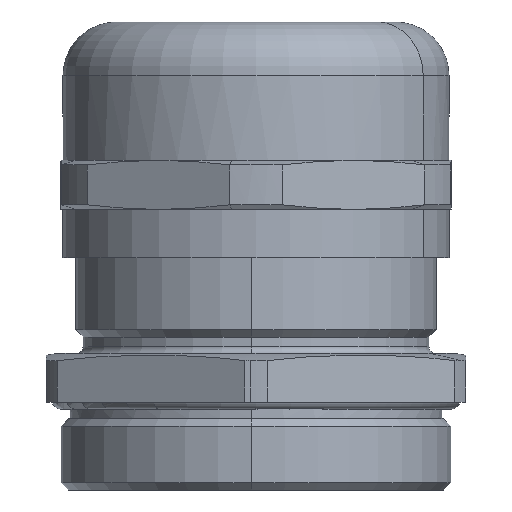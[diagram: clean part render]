
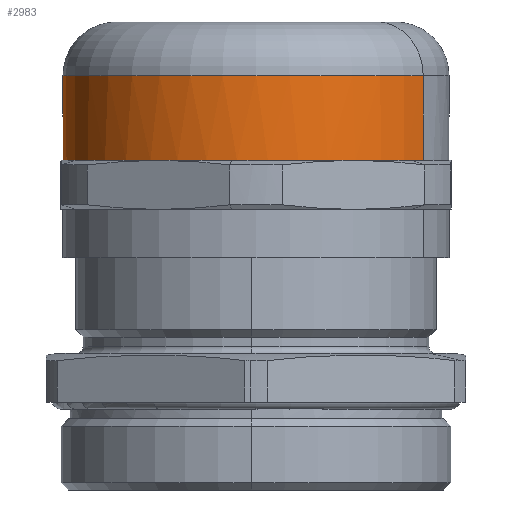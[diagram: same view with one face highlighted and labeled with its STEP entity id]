
A CAD part, front view. The second image highlights one B-rep face of the part: STEP entity #2983.
In plain terms, the highlighted cylindrical face has radius 19.8 mm (diameter 39.6 mm), a partial arc.
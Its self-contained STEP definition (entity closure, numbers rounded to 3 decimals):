
#2952=AXIS2_PLACEMENT_3D('Circle Axis2P3D',#2950,#2951,$) ;
#2965=AXIS2_PLACEMENT_3D('Cylinder Axis2P3D',#2962,#2963,#2964) ;
#2617=CARTESIAN_POINT('Control Point',(38.647,14.3,33.8)) ;
#2618=CARTESIAN_POINT('Control Point',(37.666,12.601,33.8)) ;
#2619=CARTESIAN_POINT('Control Point',(36.475,11.023,33.8)) ;
#2620=CARTESIAN_POINT('Control Point',(35.093,9.602,33.8)) ;
#2621=CARTESIAN_POINT('Control Point',(32.006,7.131,33.8)) ;
#2622=CARTESIAN_POINT('Control Point',(28.41,5.488,33.8)) ;
#2623=CARTESIAN_POINT('Control Point',(26.519,4.895,33.8)) ;
#2624=CARTESIAN_POINT('Control Point',(22.628,4.189,33.8)) ;
#2625=CARTESIAN_POINT('Control Point',(18.683,4.453,33.8)) ;
#2626=CARTESIAN_POINT('Control Point',(16.737,4.83,33.8)) ;
#2627=CARTESIAN_POINT('Control Point',(12.979,6.058,33.8)) ;
#2628=CARTESIAN_POINT('Control Point',(9.634,8.166,33.8)) ;
#2629=CARTESIAN_POINT('Control Point',(8.101,9.423,33.8)) ;
#2630=CARTESIAN_POINT('Control Point',(5.379,12.291,33.8)) ;
#2631=CARTESIAN_POINT('Control Point',(3.438,15.735,33.8)) ;
#2632=CARTESIAN_POINT('Control Point',(2.687,17.57,33.8)) ;
#2633=CARTESIAN_POINT('Control Point',(1.655,21.387,33.8)) ;
#2634=CARTESIAN_POINT('Control Point',(1.586,25.34,33.8)) ;
#2635=CARTESIAN_POINT('Control Point',(1.797,27.311,33.8)) ;
#2636=CARTESIAN_POINT('Control Point',(2.405,29.891,33.8)) ;
#2637=CARTESIAN_POINT('Control Point',(3.423,32.32,33.8)) ;
#2638=CARTESIAN_POINT('Control Point',(3.708,32.927,33.8)) ;
#2639=CARTESIAN_POINT('Control Point',(4.018,33.521,33.8)) ;
#2640=CARTESIAN_POINT('Control Point',(4.353,34.1,33.8)) ;
#2641=CARTESIAN_POINT('Vertex',(38.647,14.3,33.8)) ;
#2643=CARTESIAN_POINT('Vertex',(4.353,34.1,33.8)) ;
#2923=CARTESIAN_POINT('Vertex',(38.647,14.3,42.5)) ;
#2930=CARTESIAN_POINT('Vertex',(4.353,34.1,42.5)) ;
#2950=CARTESIAN_POINT('Axis2P3D Location',(21.5,24.2,42.5)) ;
#2962=CARTESIAN_POINT('Axis2P3D Location',(21.5,24.2,33.8)) ;
#2967=CARTESIAN_POINT('Line Origine',(38.647,14.3,33.8)) ;
#2972=CARTESIAN_POINT('Line Origine',(4.353,34.1,33.8)) ;
#2951=DIRECTION('Axis2P3D Direction',(0.,0.,-1.)) ;
#2963=DIRECTION('Axis2P3D Direction',(0.,0.,1.)) ;
#2964=DIRECTION('Axis2P3D XDirection',(-0.866,0.5,0.)) ;
#2968=DIRECTION('Vector Direction',(0.,0.,1.)) ;
#2973=DIRECTION('Vector Direction',(0.,0.,1.)) ;
#2969=VECTOR('Line Direction',#2968,1.) ;
#2974=VECTOR('Line Direction',#2973,1.) ;
#2978=ORIENTED_EDGE('',*,*,#2971,.T.) ;
#2979=ORIENTED_EDGE('',*,*,#2954,.F.) ;
#2980=ORIENTED_EDGE('',*,*,#2976,.T.) ;
#2981=ORIENTED_EDGE('',*,*,#2645,.F.) ;
#2983=ADVANCED_FACE('65680 M40 OT\\65680 M40 OT',(#2982),#2966,.T.) ;
#2616=B_SPLINE_CURVE_WITH_KNOTS('',5,(#2617,#2618,#2619,#2620,#2621,#2622,#2623,#2624,#2625,#2626,#2627,#2628,#2629,#2630,#2631,#2632,#2633,#2634,#2635,#2636,#2637,#2638,#2639,#2640),.UNSPECIFIED.,.F.,.U.,(6,3,3,3,3,3,3,6),(0.,13.873,27.745,41.618,55.491,69.363,83.236,87.965),.UNSPECIFIED.) ;
#2953=CIRCLE('generated circle',#2952,19.8) ;
#2966=CYLINDRICAL_SURFACE('generated cylinder',#2965,19.8) ;
#2645=EDGE_CURVE('',#2642,#2644,#2616,.T.) ;
#2954=EDGE_CURVE('',#2931,#2924,#2953,.F.) ;
#2971=EDGE_CURVE('',#2642,#2924,#2970,.T.) ;
#2976=EDGE_CURVE('',#2931,#2644,#2975,.F.) ;
#2977=EDGE_LOOP('',(#2978,#2979,#2980,#2981)) ;
#2982=FACE_OUTER_BOUND('',#2977,.T.) ;
#2970=LINE('Line',#2967,#2969) ;
#2975=LINE('Line',#2972,#2974) ;
#2642=VERTEX_POINT('',#2641) ;
#2644=VERTEX_POINT('',#2643) ;
#2924=VERTEX_POINT('',#2923) ;
#2931=VERTEX_POINT('',#2930) ;
